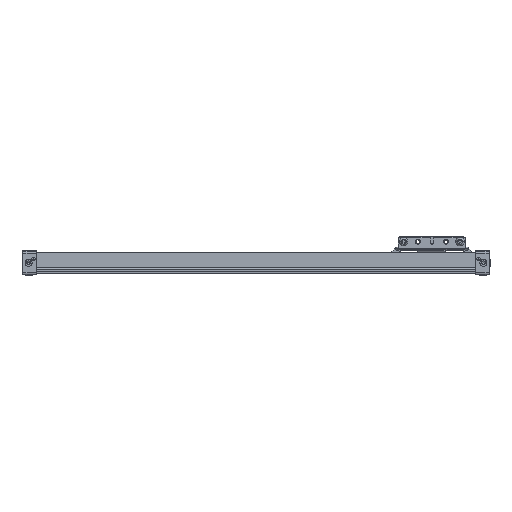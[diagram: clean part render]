
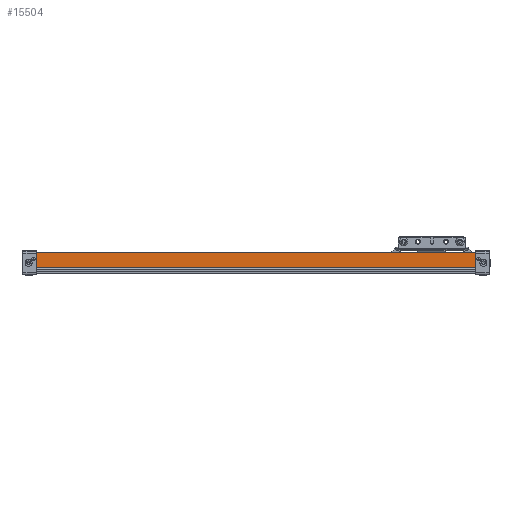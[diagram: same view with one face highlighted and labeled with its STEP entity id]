
A CAD part, top view. The second image highlights one B-rep face of the part: STEP entity #15504.
In plain terms, the highlighted planar face has unit normal (0, 0, 1).
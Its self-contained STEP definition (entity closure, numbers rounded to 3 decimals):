
#721 = CARTESIAN_POINT ( 'NONE',  ( 50., 10.381, 11.95 ) ) ;
#890 = CARTESIAN_POINT ( 'NONE',  ( 50., -6.089, 11.95 ) ) ;
#960 = DIRECTION ( 'NONE',  ( 0., -1., 0. ) ) ;
#2142 = VERTEX_POINT ( 'NONE', #6027 ) ;
#2150 = LINE ( 'NONE', #721, #22598 ) ;
#2349 = EDGE_CURVE ( 'NONE', #2142, #11956, #16931, .T. ) ;
#4805 = ORIENTED_EDGE ( 'NONE', *, *, #24021, .F. ) ;
#5072 = CARTESIAN_POINT ( 'NONE',  ( 50., 10.381, 11.95 ) ) ;
#5155 = VERTEX_POINT ( 'NONE', #5072 ) ;
#5905 = DIRECTION ( 'NONE',  ( 0., 0., -1. ) ) ;
#6027 = CARTESIAN_POINT ( 'NONE',  ( -450., 10.381, 11.95 ) ) ;
#6526 = DIRECTION ( 'NONE',  ( 1., 0., 0. ) ) ;
#6957 = AXIS2_PLACEMENT_3D ( 'NONE', #13990, #5905, #21808 ) ;
#7771 = DIRECTION ( 'NONE',  ( 0., -1., 0. ) ) ;
#8376 = VERTEX_POINT ( 'NONE', #19408 ) ;
#9123 = LINE ( 'NONE', #890, #17356 ) ;
#9859 = CARTESIAN_POINT ( 'NONE',  ( -450., -6.089, 11.95 ) ) ;
#10124 = PLANE ( 'NONE',  #6957 ) ;
#10533 = ORIENTED_EDGE ( 'NONE', *, *, #20301, .F. ) ;
#11153 = VECTOR ( 'NONE', #960, 1000. ) ;
#11956 = VERTEX_POINT ( 'NONE', #9859 ) ;
#12910 = LINE ( 'NONE', #20735, #11153 ) ;
#13990 = CARTESIAN_POINT ( 'NONE',  ( 50., 10.381, 11.95 ) ) ;
#15504 = ADVANCED_FACE ( 'NONE', ( #23605 ), #10124, .F. ) ;
#15755 = ORIENTED_EDGE ( 'NONE', *, *, #2349, .T. ) ;
#16040 = EDGE_LOOP ( 'NONE', ( #4805, #23057, #10533, #15755 ) ) ;
#16575 = DIRECTION ( 'NONE',  ( -1., 0., 0. ) ) ;
#16931 = LINE ( 'NONE', #22569, #21616 ) ;
#17356 = VECTOR ( 'NONE', #16575, 1000. ) ;
#19408 = CARTESIAN_POINT ( 'NONE',  ( 50., -6.089, 11.95 ) ) ;
#20301 = EDGE_CURVE ( 'NONE', #2142, #5155, #2150, .T. ) ;
#20735 = CARTESIAN_POINT ( 'NONE',  ( 50., -10.576, 11.95 ) ) ;
#20914 = EDGE_CURVE ( 'NONE', #5155, #8376, #12910, .T. ) ;
#21616 = VECTOR ( 'NONE', #7771, 1000. ) ;
#21808 = DIRECTION ( 'NONE',  ( -1., 0., 0. ) ) ;
#22569 = CARTESIAN_POINT ( 'NONE',  ( -450., -6.089, 11.95 ) ) ;
#22598 = VECTOR ( 'NONE', #6526, 1000. ) ;
#23057 = ORIENTED_EDGE ( 'NONE', *, *, #20914, .F. ) ;
#23605 = FACE_OUTER_BOUND ( 'NONE', #16040, .T. ) ;
#24021 = EDGE_CURVE ( 'NONE', #8376, #11956, #9123, .T. ) ;
